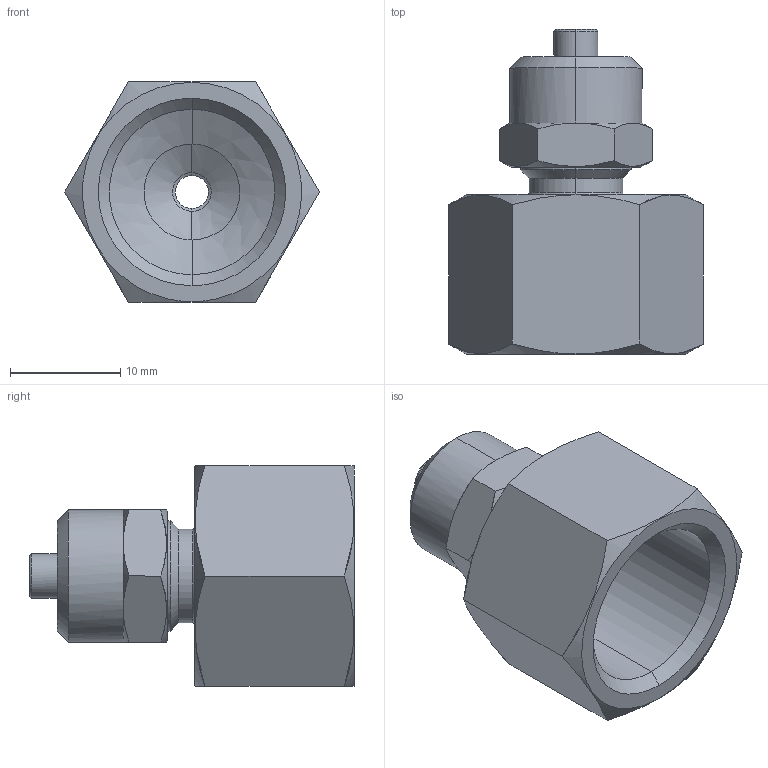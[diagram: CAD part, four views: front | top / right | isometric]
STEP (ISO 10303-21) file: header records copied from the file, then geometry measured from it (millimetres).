
FILE_DESCRIPTION(( 'MC.13.06.38.stp' ), '1');
FILE_NAME( 'MC.13.06.38.stp', '2018-11-12T10:23:02',( 'Sopra'),('sopra-pneumatic.com'), 'SwSTEP 2.0','SolidWorks 2009','' );
FILE_SCHEMA (('CONFIG_CONTROL_DESIGN'));
Length unit declared in the file: millimetre
Products named in the file (1): Document
Bounding box: 23.09 x 29.49 x 20 mm (x, y, z)
Surface area: 3102.4 mm2 (no closed solid volume)
Topology: 0 solids, 71 shells, 71 faces, 312 edges, 312 vertices
Faces by surface type: bspline 52, plane 19
Entity records: 4725 total; most frequent: CARTESIAN_POINT 3093, ORIENTED_EDGE 312, EDGE_CURVE 312, VERTEX_POINT 312, B_SPLINE_CURVE_WITH_KNOTS 180, EDGE_LOOP 78, SHELL_BASED_SURFACE_MODEL 71, OPEN_SHELL 71
